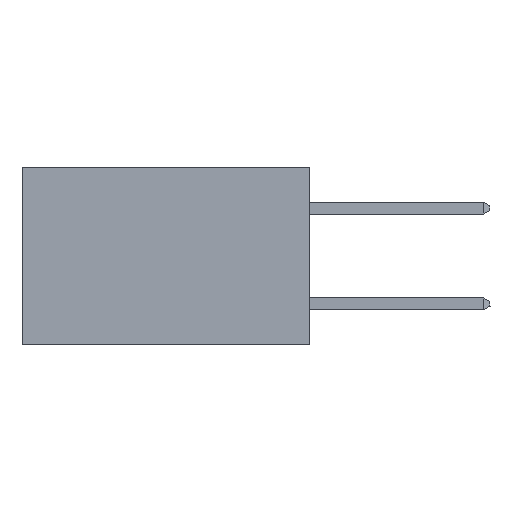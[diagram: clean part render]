
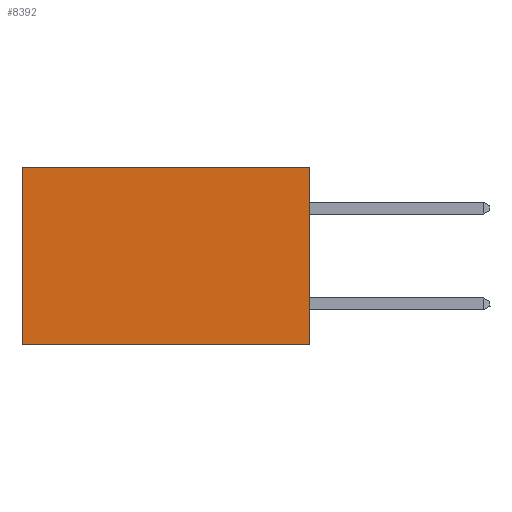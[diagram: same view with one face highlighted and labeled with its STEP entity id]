
A CAD part, left-side view. The second image highlights one B-rep face of the part: STEP entity #8392.
In plain terms, the highlighted planar face has unit normal (-1, 0, 0).
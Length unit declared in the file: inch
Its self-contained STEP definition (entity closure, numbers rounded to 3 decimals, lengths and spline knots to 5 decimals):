
#239 = VERTEX_POINT ( 'NONE', #9540 ) ;
#385 = EDGE_CURVE ( 'NONE', #3498, #22544, #12808, .T. ) ;
#1521 = CARTESIAN_POINT ( 'NONE',  ( 0.2875, 0., 0. ) ) ;
#2602 = FACE_OUTER_BOUND ( 'NONE', #29017, .T. ) ;
#2912 = CARTESIAN_POINT ( 'NONE',  ( 0.2875, 0., 0. ) ) ;
#3498 = VERTEX_POINT ( 'NONE', #27637 ) ;
#3777 = CARTESIAN_POINT ( 'NONE',  ( 0.2875, 0.6, -0.37 ) ) ;
#4900 = LINE ( 'NONE', #20939, #15083 ) ;
#5897 = LINE ( 'NONE', #16200, #12046 ) ;
#8392 = ADVANCED_FACE ( 'NONE', ( #2602 ), #18467, .F. ) ;
#9540 = CARTESIAN_POINT ( 'NONE',  ( 0.2875, 0., -0.37 ) ) ;
#10877 = DIRECTION ( 'NONE',  ( 1., 0., 0. ) ) ;
#11584 = CARTESIAN_POINT ( 'NONE',  ( 0.2875, 0.6, 0. ) ) ;
#11642 = EDGE_CURVE ( 'NONE', #22544, #28990, #14560, .T. ) ;
#12046 = VECTOR ( 'NONE', #27984, 39.37008 ) ;
#12808 = LINE ( 'NONE', #2912, #23968 ) ;
#14560 = LINE ( 'NONE', #30091, #28952 ) ;
#15083 = VECTOR ( 'NONE', #30505, 39.37008 ) ;
#16200 = CARTESIAN_POINT ( 'NONE',  ( 0.2875, 0., -0.37 ) ) ;
#16998 = AXIS2_PLACEMENT_3D ( 'NONE', #1521, #10877, #20924 ) ;
#18467 = PLANE ( 'NONE',  #16998 ) ;
#19363 = EDGE_CURVE ( 'NONE', #239, #28990, #5897, .T. ) ;
#20141 = DIRECTION ( 'NONE',  ( 0., 1., 0. ) ) ;
#20924 = DIRECTION ( 'NONE',  ( 0., 0., -1. ) ) ;
#20939 = CARTESIAN_POINT ( 'NONE',  ( 0.2875, 0., 0. ) ) ;
#22185 = ORIENTED_EDGE ( 'NONE', *, *, #11642, .T. ) ;
#22544 = VERTEX_POINT ( 'NONE', #11584 ) ;
#23742 = EDGE_CURVE ( 'NONE', #3498, #239, #4900, .T. ) ;
#23968 = VECTOR ( 'NONE', #20141, 39.37008 ) ;
#24197 = DIRECTION ( 'NONE',  ( 0., 0., -1. ) ) ;
#27542 = ORIENTED_EDGE ( 'NONE', *, *, #385, .T. ) ;
#27637 = CARTESIAN_POINT ( 'NONE',  ( 0.2875, 0., 0. ) ) ;
#27984 = DIRECTION ( 'NONE',  ( 0., 1., 0. ) ) ;
#28952 = VECTOR ( 'NONE', #24197, 39.37008 ) ;
#28990 = VERTEX_POINT ( 'NONE', #3777 ) ;
#29017 = EDGE_LOOP ( 'NONE', ( #22185, #31121, #30161, #27542 ) ) ;
#30091 = CARTESIAN_POINT ( 'NONE',  ( 0.2875, 0.6, 0. ) ) ;
#30161 = ORIENTED_EDGE ( 'NONE', *, *, #23742, .F. ) ;
#30505 = DIRECTION ( 'NONE',  ( 0., 0., -1. ) ) ;
#31121 = ORIENTED_EDGE ( 'NONE', *, *, #19363, .F. ) ;
